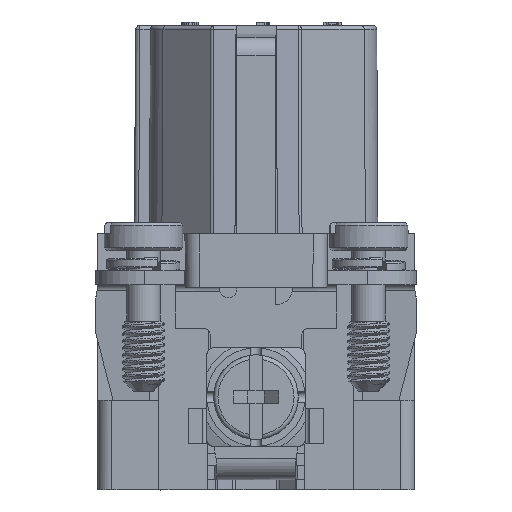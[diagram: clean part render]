
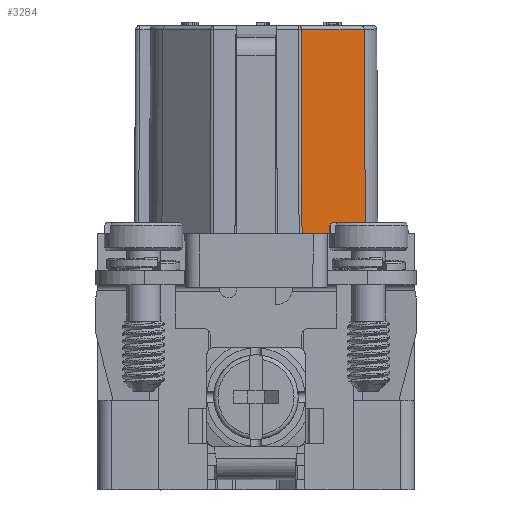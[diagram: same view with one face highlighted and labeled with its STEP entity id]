
A CAD part, left-side view. The second image highlights one B-rep face of the part: STEP entity #3284.
In plain terms, the highlighted planar face has unit normal (-0.71, -0.704, 0.005).
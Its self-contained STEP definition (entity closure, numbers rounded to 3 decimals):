
#3284=ADVANCED_FACE('',(#6350),#5036,.T.);
#5036=PLANE('',#35404);
#6350=FACE_OUTER_BOUND('',#7964,.T.);
#7964=EDGE_LOOP('',(#11448,#11449,#11450,#11451));
#11448=ORIENTED_EDGE('',*,*,#23904,.F.);
#11449=ORIENTED_EDGE('',*,*,#23690,.T.);
#11450=ORIENTED_EDGE('',*,*,#23902,.F.);
#11451=ORIENTED_EDGE('',*,*,#23905,.T.);
#20448=VERTEX_POINT('',#47202);
#20449=VERTEX_POINT('',#47204);
#20583=VERTEX_POINT('',#47798);
#20584=VERTEX_POINT('',#47805);
#23690=EDGE_CURVE('',#20449,#20448,#28392,.T.);
#23902=EDGE_CURVE('',#20583,#20448,#28557,.T.);
#23904=EDGE_CURVE('',#20449,#20584,#28558,.T.);
#23905=EDGE_CURVE('',#20583,#20584,#28559,.T.);
#28392=LINE('',#47203,#32023);
#28557=LINE('',#47797,#32188);
#28558=LINE('',#47804,#32189);
#28559=LINE('',#47806,#32190);
#32023=VECTOR('',#38285,1.);
#32188=VECTOR('',#38666,1.);
#32189=VECTOR('',#38669,1.);
#32190=VECTOR('',#38670,1.);
#35404=AXIS2_PLACEMENT_3D('',#47807,#38671,#38672);
#38285=DIRECTION('',(0.704,-0.71,0.));
#38666=DIRECTION('',(-0.002,-0.005,-1.));
#38669=DIRECTION('',(0.005,0.002,1.));
#38670=DIRECTION('',(-0.704,0.71,0.));
#38671=DIRECTION('',(-0.71,-0.704,0.005));
#38672=DIRECTION('',(-0.704,0.71,0.));
#47202=CARTESIAN_POINT('',(-62.991,-80.498,18.5));
#47203=CARTESIAN_POINT('',(-68.836,-74.605,18.5));
#47204=CARTESIAN_POINT('',(-67.453,-75.999,18.5));
#47797=CARTESIAN_POINT('',(-62.991,-80.498,18.554));
#47798=CARTESIAN_POINT('',(-62.959,-80.422,33.001));
#47804=CARTESIAN_POINT('',(-67.453,-75.999,18.532));
#47805=CARTESIAN_POINT('',(-67.377,-75.968,33.001));
#47806=CARTESIAN_POINT('',(-68.782,-74.551,33.001));
#47807=CARTESIAN_POINT('',(-68.836,-74.604,18.536));
